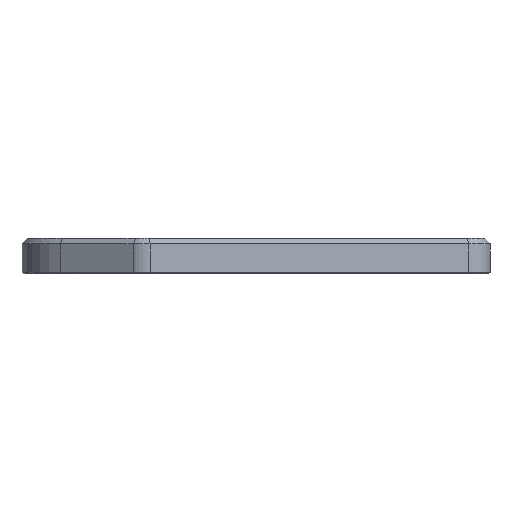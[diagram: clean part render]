
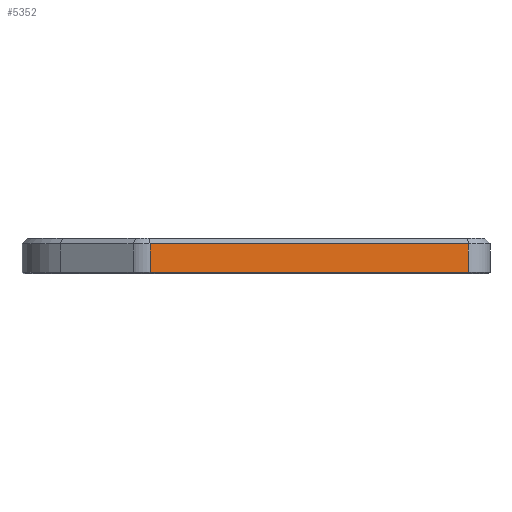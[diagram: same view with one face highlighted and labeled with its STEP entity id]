
A CAD part, front view. The second image highlights one B-rep face of the part: STEP entity #5352.
In plain terms, the highlighted planar face has unit normal (0.125, -0.992, 0).
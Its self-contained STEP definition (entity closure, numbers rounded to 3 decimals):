
#2342 = VERTEX_POINT('',#2343);
#2343 = CARTESIAN_POINT('',(-8.475,-35.931,-2.6));
#2391 = VERTEX_POINT('',#2392);
#2392 = CARTESIAN_POINT('',(109.4,-21.082,-2.6));
#2398 = EDGE_CURVE('',#2391,#2342,#2399,.T.);
#2399 = LINE('',#2400,#2401);
#2400 = CARTESIAN_POINT('',(109.4,-21.082,-2.6));
#2401 = VECTOR('',#2402,1.);
#2402 = DIRECTION('',(-0.992,-0.125,0.));
#4837 = VERTEX_POINT('',#4838);
#4838 = CARTESIAN_POINT('',(-8.475,-35.931,8.));
#4846 = VERTEX_POINT('',#4847);
#4847 = CARTESIAN_POINT('',(109.4,-21.082,8.));
#4853 = EDGE_CURVE('',#4837,#4846,#4854,.T.);
#4854 = LINE('',#4855,#4856);
#4855 = CARTESIAN_POINT('',(-8.475,-35.931,8.));
#4856 = VECTOR('',#4857,1.);
#4857 = DIRECTION('',(0.992,0.125,0.));
#5324 = EDGE_CURVE('',#4837,#2342,#5325,.T.);
#5325 = LINE('',#5326,#5327);
#5326 = CARTESIAN_POINT('',(-8.475,-35.931,10.));
#5327 = VECTOR('',#5328,1.);
#5328 = DIRECTION('',(0.,0.,-1.));
#5352 = ADVANCED_FACE('',(#5353),#5364,.T.);
#5353 = FACE_BOUND('',#5354,.T.);
#5354 = EDGE_LOOP('',(#5355,#5361,#5362,#5363));
#5355 = ORIENTED_EDGE('',*,*,#5356,.F.);
#5356 = EDGE_CURVE('',#4846,#2391,#5357,.T.);
#5357 = LINE('',#5358,#5359);
#5358 = CARTESIAN_POINT('',(109.4,-21.082,10.));
#5359 = VECTOR('',#5360,1.);
#5360 = DIRECTION('',(0.,0.,-1.));
#5361 = ORIENTED_EDGE('',*,*,#4853,.F.);
#5362 = ORIENTED_EDGE('',*,*,#5324,.T.);
#5363 = ORIENTED_EDGE('',*,*,#2398,.F.);
#5364 = PLANE('',#5365);
#5365 = AXIS2_PLACEMENT_3D('',#5366,#5367,#5368);
#5366 = CARTESIAN_POINT('',(-8.475,-35.931,10.));
#5367 = DIRECTION('',(0.125,-0.992,0.));
#5368 = DIRECTION('',(0.,0.,-1.));
